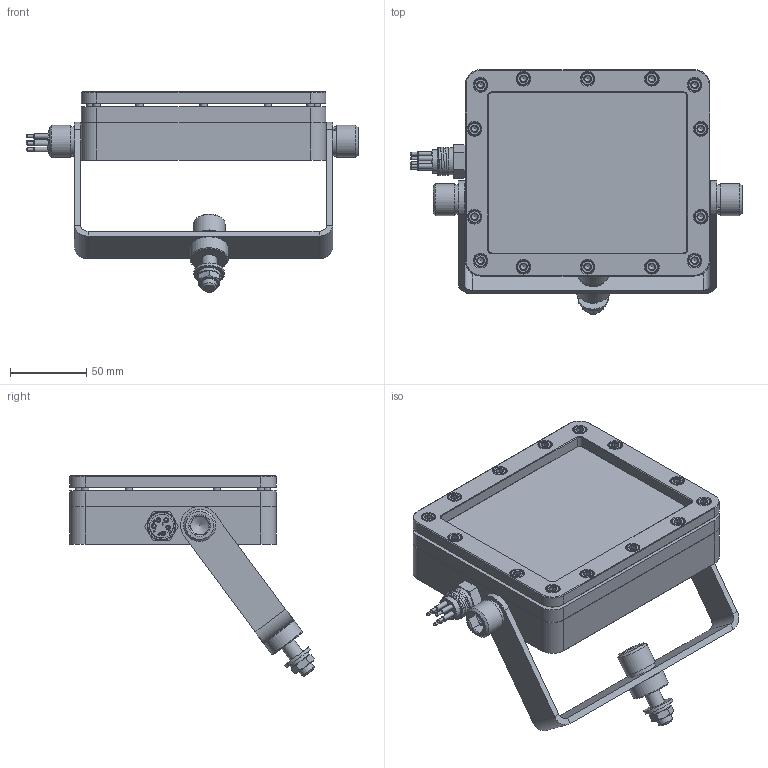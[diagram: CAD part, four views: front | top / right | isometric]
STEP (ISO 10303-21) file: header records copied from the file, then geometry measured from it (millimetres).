
FILE_DESCRIPTION(('FreeCAD Model'),'2;1');
FILE_NAME('Open CASCADE Shape Model','2025-05-03T10:20:17',('FreeCAD'),( 'FreeCAD'),'Open CASCADE STEP processor 7.6','FreeCAD','Unknown');
FILE_SCHEMA(('AUTOMOTIVE_DESIGN { 1 0 10303 214 1 1 1 1 }'));
Products named in the file (1): Open CASCADE STEP translator 7.6 1
Bounding box: 217.2 x 159.95 x 131.24 mm (x, y, z)
Volume: 814512.7 mm3; surface area: 264953.2 mm2
Topology: 79 solids, 79 shells, 2098 faces, 5023 edges, 3158 vertices
Faces by surface type: plane 973, cylinder 424, extrusion 377, cone 222, torus 66, sphere 22, bspline 14
Full cylindrical faces by diameter (mm): 0.6 x5, 1 x10, 2 x10, 3 x5, 4 x19, 4.134 x18, 5 x14, 5.5 x28, 6 x2, 6.375 x1, 6.917 x1, 8 x4, 8.376 x3, 8.5 x14, 8.6 x14, 9.2 x1, 9.306 x1, 10 x4, 10.2 x1, 11 x1, 12 x9, 12.2 x1, 12.6 x1, 15.5 x2, 16 x1, 17 x1, 20 x1, 21 x3, 25 x1
Entity records: 74443 total; most frequent: CARTESIAN_POINT 28101, ORIENTED_EDGE 9910, DIRECTION 8467, EDGE_CURVE 4955, VERTEX_POINT 3152, AXIS2_PLACEMENT_3D 2858, VECTOR 2751, LINE 2374
